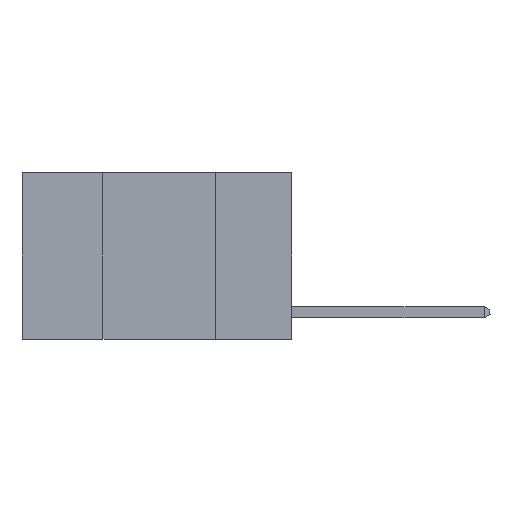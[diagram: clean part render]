
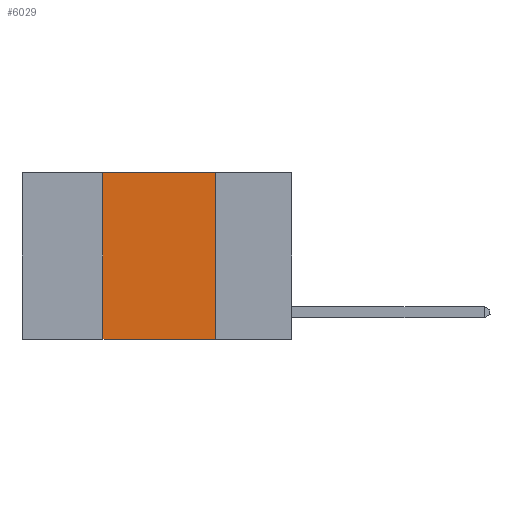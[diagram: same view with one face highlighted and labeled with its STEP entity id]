
A CAD part, left-side view. The second image highlights one B-rep face of the part: STEP entity #6029.
In plain terms, the highlighted planar face has unit normal (-1, 0, 0).
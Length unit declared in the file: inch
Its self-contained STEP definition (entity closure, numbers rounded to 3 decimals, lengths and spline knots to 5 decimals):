
#301 = AXIS2_PLACEMENT_3D ( 'NONE', #3394, #11581, #9416 ) ;
#1036 = EDGE_CURVE ( 'NONE', #8596, #14051, #8997, .T. ) ;
#1129 = CARTESIAN_POINT ( 'NONE',  ( 0., 0.6, -0.37 ) ) ;
#1572 = VERTEX_POINT ( 'NONE', #6807 ) ;
#1600 = EDGE_CURVE ( 'NONE', #3480, #1572, #5716, .T. ) ;
#1694 = LINE ( 'NONE', #5070, #11070 ) ;
#3209 = DIRECTION ( 'NONE',  ( 0., -1., 0. ) ) ;
#3394 = CARTESIAN_POINT ( 'NONE',  ( 0., 0.6, 0. ) ) ;
#3480 = VERTEX_POINT ( 'NONE', #4866 ) ;
#3805 = ORIENTED_EDGE ( 'NONE', *, *, #1036, .T. ) ;
#3995 = DIRECTION ( 'NONE',  ( 0., 0., -1. ) ) ;
#4060 = LINE ( 'NONE', #8763, #11733 ) ;
#4121 = CARTESIAN_POINT ( 'NONE',  ( 0., 0.17, -0.37 ) ) ;
#4866 = CARTESIAN_POINT ( 'NONE',  ( 0., 0.42, 0. ) ) ;
#5070 = CARTESIAN_POINT ( 'NONE',  ( 0., 0.17, 0. ) ) ;
#5716 = LINE ( 'NONE', #9276, #13552 ) ;
#5784 = ORIENTED_EDGE ( 'NONE', *, *, #10397, .F. ) ;
#6029 = ADVANCED_FACE ( 'NONE', ( #6868 ), #8177, .F. ) ;
#6031 = ORIENTED_EDGE ( 'NONE', *, *, #9868, .F. ) ;
#6107 = DIRECTION ( 'NONE',  ( 0., -1., 0. ) ) ;
#6807 = CARTESIAN_POINT ( 'NONE',  ( 0., 0.17, 0. ) ) ;
#6868 = FACE_OUTER_BOUND ( 'NONE', #12166, .T. ) ;
#8177 = PLANE ( 'NONE',  #301 ) ;
#8596 = VERTEX_POINT ( 'NONE', #11376 ) ;
#8763 = CARTESIAN_POINT ( 'NONE',  ( 0., 0.42, 0. ) ) ;
#8997 = LINE ( 'NONE', #1129, #15005 ) ;
#9276 = CARTESIAN_POINT ( 'NONE',  ( 0., 0.6, 0. ) ) ;
#9416 = DIRECTION ( 'NONE',  ( 0., 0., -1. ) ) ;
#9868 = EDGE_CURVE ( 'NONE', #1572, #14051, #1694, .T. ) ;
#10397 = EDGE_CURVE ( 'NONE', #8596, #3480, #4060, .T. ) ;
#11070 = VECTOR ( 'NONE', #3995, 39.37008 ) ;
#11376 = CARTESIAN_POINT ( 'NONE',  ( 0., 0.42, -0.37 ) ) ;
#11581 = DIRECTION ( 'NONE',  ( 1., 0., 0. ) ) ;
#11733 = VECTOR ( 'NONE', #13570, 39.37008 ) ;
#12166 = EDGE_LOOP ( 'NONE', ( #6031, #13920, #5784, #3805 ) ) ;
#13552 = VECTOR ( 'NONE', #6107, 39.37008 ) ;
#13570 = DIRECTION ( 'NONE',  ( 0., 0., 1. ) ) ;
#13920 = ORIENTED_EDGE ( 'NONE', *, *, #1600, .F. ) ;
#14051 = VERTEX_POINT ( 'NONE', #4121 ) ;
#15005 = VECTOR ( 'NONE', #3209, 39.37008 ) ;
